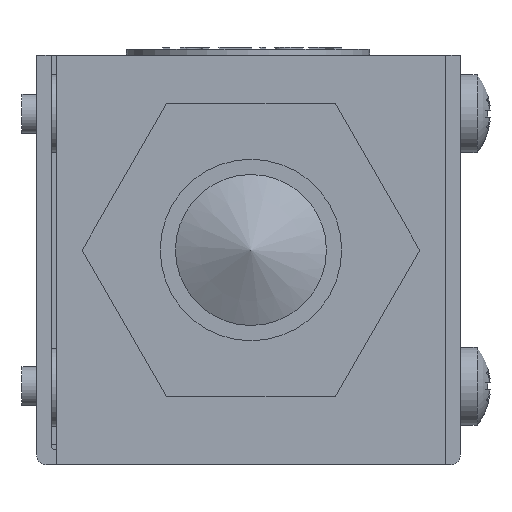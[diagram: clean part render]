
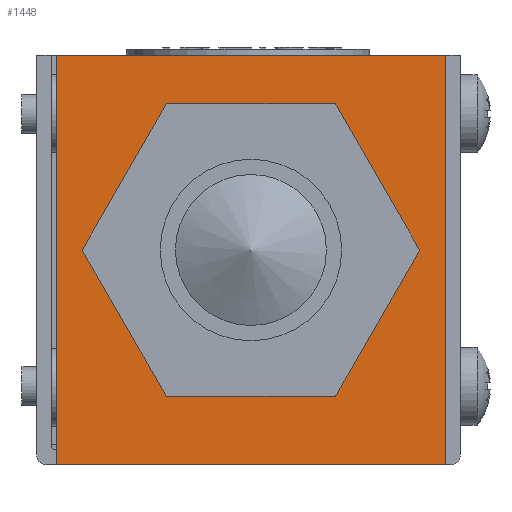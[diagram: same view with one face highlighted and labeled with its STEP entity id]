
A CAD part, front view. The second image highlights one B-rep face of the part: STEP entity #1448.
In plain terms, the highlighted face is planar.
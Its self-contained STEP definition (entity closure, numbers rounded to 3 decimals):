
#1448 = ADVANCED_FACE( '', ( #2765, #2766 ), #2767, .F. );
#2765 = FACE_BOUND( '', #4277, .T. );
#2766 = FACE_OUTER_BOUND( '', #4278, .T. );
#2767 = PLANE( '', #4279 );
#4277 = EDGE_LOOP( '', ( #6884, #6885, #6886, #6887, #6888, #6889 ) );
#4278 = EDGE_LOOP( '', ( #6890, #6891, #6892, #6893 ) );
#4279 = AXIS2_PLACEMENT_3D( '', #6894, #6895, #6896 );
#6884 = ORIENTED_EDGE( '', *, *, #10434, .F. );
#6885 = ORIENTED_EDGE( '', *, *, #10435, .F. );
#6886 = ORIENTED_EDGE( '', *, *, #10436, .F. );
#6887 = ORIENTED_EDGE( '', *, *, #10437, .F. );
#6888 = ORIENTED_EDGE( '', *, *, #10269, .F. );
#6889 = ORIENTED_EDGE( '', *, *, #10438, .F. );
#6890 = ORIENTED_EDGE( '', *, *, #10439, .F. );
#6891 = ORIENTED_EDGE( '', *, *, #10430, .F. );
#6892 = ORIENTED_EDGE( '', *, *, #9711, .F. );
#6893 = ORIENTED_EDGE( '', *, *, #10440, .F. );
#6894 = CARTESIAN_POINT( '', ( 0., 13., 0. ) );
#6895 = DIRECTION( '', ( 0., -1., 0. ) );
#6896 = DIRECTION( '', ( 0., 0., -1. ) );
#9711 = EDGE_CURVE( '', #11117, #11119, #11120, .T. );
#10269 = EDGE_CURVE( '', #12056, #12057, #12058, .T. );
#10430 = EDGE_CURVE( '', #11119, #12298, #12302, .T. );
#10434 = EDGE_CURVE( '', #12306, #12307, #12308, .T. );
#10435 = EDGE_CURVE( '', #12309, #12306, #12310, .T. );
#10436 = EDGE_CURVE( '', #12311, #12309, #12312, .T. );
#10437 = EDGE_CURVE( '', #12057, #12311, #12313, .T. );
#10438 = EDGE_CURVE( '', #12307, #12056, #12314, .T. );
#10439 = EDGE_CURVE( '', #12298, #12315, #12316, .T. );
#10440 = EDGE_CURVE( '', #12315, #11117, #12317, .T. );
#11117 = VERTEX_POINT( '', #13175 );
#11119 = VERTEX_POINT( '', #13178 );
#11120 = LINE( '', #13179, #13180 );
#12056 = VERTEX_POINT( '', #15191 );
#12057 = VERTEX_POINT( '', #15192 );
#12058 = LINE( '', #15193, #15194 );
#12298 = VERTEX_POINT( '', #15633 );
#12302 = LINE( '', #15639, #15640 );
#12306 = VERTEX_POINT( '', #15662 );
#12307 = VERTEX_POINT( '', #15663 );
#12308 = LINE( '', #15664, #15665 );
#12309 = VERTEX_POINT( '', #15666 );
#12310 = LINE( '', #15667, #15668 );
#12311 = VERTEX_POINT( '', #15669 );
#12312 = LINE( '', #15670, #15671 );
#12313 = LINE( '', #15672, #15673 );
#12314 = LINE( '', #15674, #15675 );
#12315 = VERTEX_POINT( '', #15676 );
#12316 = LINE( '', #15677, #15678 );
#12317 = LINE( '', #15679, #15680 );
#13175 = CARTESIAN_POINT( '', ( 40., 13., 0. ) );
#13178 = CARTESIAN_POINT( '', ( 40., 13., 42. ) );
#13179 = CARTESIAN_POINT( '', ( 40., 13., 0. ) );
#13180 = VECTOR( '', #17611, 1000. );
#15191 = CARTESIAN_POINT( '', ( 11.34, 13., 37. ) );
#15192 = CARTESIAN_POINT( '', ( 28.66, 13., 37. ) );
#15193 = CARTESIAN_POINT( '', ( 11.34, 13., 37. ) );
#15194 = VECTOR( '', #18215, 1000. );
#15633 = CARTESIAN_POINT( '', ( 0., 13., 42. ) );
#15639 = CARTESIAN_POINT( '', ( 40., 13., 42. ) );
#15640 = VECTOR( '', #18398, 1000. );
#15662 = CARTESIAN_POINT( '', ( 11.34, 13., 7. ) );
#15663 = CARTESIAN_POINT( '', ( 2.679, 13., 22. ) );
#15664 = CARTESIAN_POINT( '', ( 11.34, 13., 7. ) );
#15665 = VECTOR( '', #18399, 1000. );
#15666 = CARTESIAN_POINT( '', ( 28.66, 13., 7. ) );
#15667 = CARTESIAN_POINT( '', ( 28.66, 13., 7. ) );
#15668 = VECTOR( '', #18400, 1000. );
#15669 = CARTESIAN_POINT( '', ( 37.321, 13., 22. ) );
#15670 = CARTESIAN_POINT( '', ( 37.321, 13., 22. ) );
#15671 = VECTOR( '', #18401, 1000. );
#15672 = CARTESIAN_POINT( '', ( 28.66, 13., 37. ) );
#15673 = VECTOR( '', #18402, 1000. );
#15674 = CARTESIAN_POINT( '', ( 2.679, 13., 22. ) );
#15675 = VECTOR( '', #18403, 1000. );
#15676 = CARTESIAN_POINT( '', ( 0., 13., 0. ) );
#15677 = CARTESIAN_POINT( '', ( 0., 13., 42. ) );
#15678 = VECTOR( '', #18404, 1000. );
#15679 = CARTESIAN_POINT( '', ( 0., 13., 0. ) );
#15680 = VECTOR( '', #18405, 1000. );
#17611 = DIRECTION( '', ( 0., 0., 1. ) );
#18215 = DIRECTION( '', ( 1., 0., 0. ) );
#18398 = DIRECTION( '', ( -1., 0., 0. ) );
#18399 = DIRECTION( '', ( -0.5, 0., 0.866 ) );
#18400 = DIRECTION( '', ( -1., 0., 0. ) );
#18401 = DIRECTION( '', ( -0.5, 0., -0.866 ) );
#18402 = DIRECTION( '', ( 0.5, 0., -0.866 ) );
#18403 = DIRECTION( '', ( 0.5, 0., 0.866 ) );
#18404 = DIRECTION( '', ( 0., 0., -1. ) );
#18405 = DIRECTION( '', ( 1., 0., 0. ) );
